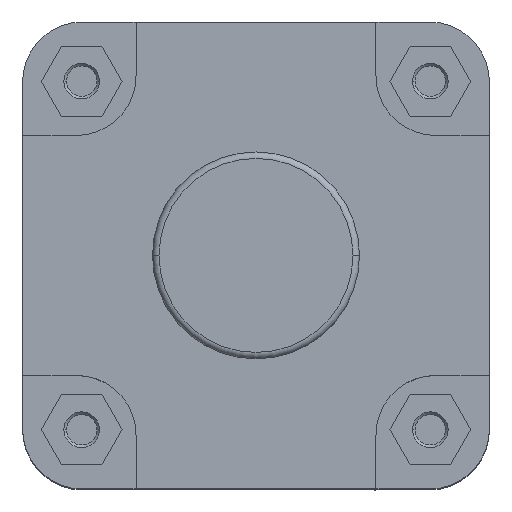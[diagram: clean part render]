
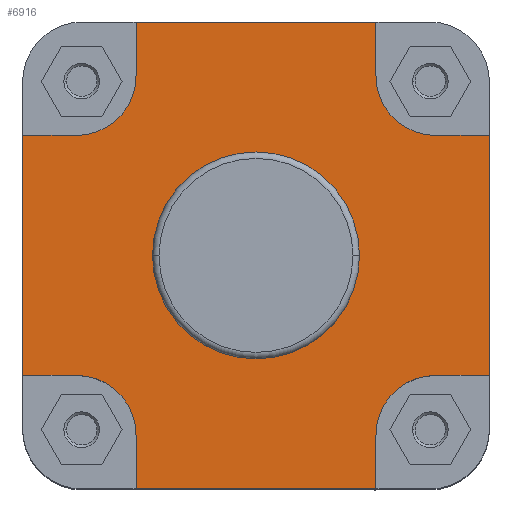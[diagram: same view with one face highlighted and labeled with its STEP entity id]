
A CAD part, top view. The second image highlights one B-rep face of the part: STEP entity #6916.
In plain terms, the highlighted planar face has unit normal (0, 0, 1).
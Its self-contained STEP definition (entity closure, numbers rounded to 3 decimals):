
#61 = ORIENTED_EDGE ( 'NONE', *, *, #5281, .F. ) ;
#62 = ORIENTED_EDGE ( 'NONE', *, *, #5280, .F. ) ;
#63 = ORIENTED_EDGE ( 'NONE', *, *, #5279, .F. ) ;
#64 = ORIENTED_EDGE ( 'NONE', *, *, #5278, .F. ) ;
#65 = ORIENTED_EDGE ( 'NONE', *, *, #5277, .F. ) ;
#66 = ORIENTED_EDGE ( 'NONE', *, *, #5276, .F. ) ;
#67 = ORIENTED_EDGE ( 'NONE', *, *, #5275, .F. ) ;
#68 = ORIENTED_EDGE ( 'NONE', *, *, #5274, .F. ) ;
#69 = ORIENTED_EDGE ( 'NONE', *, *, #5273, .F. ) ;
#70 = ORIENTED_EDGE ( 'NONE', *, *, #5272, .F. ) ;
#71 = ORIENTED_EDGE ( 'NONE', *, *, #5271, .F. ) ;
#72 = ORIENTED_EDGE ( 'NONE', *, *, #5270, .T. ) ;
#73 = ORIENTED_EDGE ( 'NONE', *, *, #5266, .F. ) ;
#74 = ORIENTED_EDGE ( 'NONE', *, *, #5269, .F. ) ;
#75 = ORIENTED_EDGE ( 'NONE', *, *, #5265, .F. ) ;
#76 = ORIENTED_EDGE ( 'NONE', *, *, #5268, .T. ) ;
#77 = ORIENTED_EDGE ( 'NONE', *, *, #5267, .F. ) ;
#78 = ORIENTED_EDGE ( 'NONE', *, *, #5342, .F. ) ;
#964 = LINE ( 'NONE', #2657, #965 ) ;
#965 = VECTOR ( 'NONE', #2658, 1000. ) ;
#967 = LINE ( 'NONE', #2668, #972 ) ;
#968 = LINE ( 'NONE', #2651, #970 ) ;
#970 = VECTOR ( 'NONE', #2660, 1000. ) ;
#971 = VECTOR ( 'NONE', #2664, 1000. ) ;
#972 = VECTOR ( 'NONE', #2669, 1000. ) ;
#973 = LINE ( 'NONE', #2659, #971 ) ;
#974 = CIRCLE ( 'NONE', #5582, 39.9 ) ;
#975 = LINE ( 'NONE', #2676, #976 ) ;
#976 = VECTOR ( 'NONE', #2677, 1000. ) ;
#977 = CIRCLE ( 'NONE', #5581, 23. ) ;
#978 = LINE ( 'NONE', #2671, #979 ) ;
#979 = VECTOR ( 'NONE', #2672, 1000. ) ;
#981 = LINE ( 'NONE', #2670, #983 ) ;
#982 = CIRCLE ( 'NONE', #5583, 23. ) ;
#983 = VECTOR ( 'NONE', #2678, 1000. ) ;
#984 = VECTOR ( 'NONE', #2686, 1000. ) ;
#985 = LINE ( 'NONE', #2680, #986 ) ;
#986 = VECTOR ( 'NONE', #2681, 1000. ) ;
#987 = LINE ( 'NONE', #2685, #990 ) ;
#988 = LINE ( 'NONE', #2679, #984 ) ;
#989 = CIRCLE ( 'NONE', #5585, 23. ) ;
#990 = VECTOR ( 'NONE', #2687, 1000. ) ;
#991 = VECTOR ( 'NONE', #2696, 1000. ) ;
#992 = LINE ( 'NONE', #2689, #993 ) ;
#993 = VECTOR ( 'NONE', #2690, 1000. ) ;
#996 = LINE ( 'NONE', #2688, #991 ) ;
#997 = CIRCLE ( 'NONE', #5586, 23. ) ;
#1108 = CIRCLE ( 'NONE', #5597, 39.9 ) ;
#1296 = VERTEX_POINT ( 'NONE', #1636 ) ;
#1297 = VERTEX_POINT ( 'NONE', #1637 ) ;
#1298 = VERTEX_POINT ( 'NONE', #1638 ) ;
#1299 = VERTEX_POINT ( 'NONE', #1639 ) ;
#1300 = VERTEX_POINT ( 'NONE', #1640 ) ;
#1301 = VERTEX_POINT ( 'NONE', #1641 ) ;
#1302 = VERTEX_POINT ( 'NONE', #1642 ) ;
#1303 = VERTEX_POINT ( 'NONE', #1643 ) ;
#1304 = VERTEX_POINT ( 'NONE', #1644 ) ;
#1305 = VERTEX_POINT ( 'NONE', #1645 ) ;
#1306 = VERTEX_POINT ( 'NONE', #1646 ) ;
#1307 = VERTEX_POINT ( 'NONE', #1647 ) ;
#1308 = VERTEX_POINT ( 'NONE', #1648 ) ;
#1309 = VERTEX_POINT ( 'NONE', #1649 ) ;
#1310 = VERTEX_POINT ( 'NONE', #1650 ) ;
#1311 = VERTEX_POINT ( 'NONE', #1651 ) ;
#1521 = VERTEX_POINT ( 'NONE', #1861 ) ;
#1527 = VERTEX_POINT ( 'NONE', #1867 ) ;
#1636 = CARTESIAN_POINT ( 'NONE',  ( -90., 46.25, -10. ) ) ;
#1637 = CARTESIAN_POINT ( 'NONE',  ( -90., -46.25, -10. ) ) ;
#1638 = CARTESIAN_POINT ( 'NONE',  ( -69.25, -46.25, -10. ) ) ;
#1639 = CARTESIAN_POINT ( 'NONE',  ( -46.25, -69.25, -10. ) ) ;
#1640 = CARTESIAN_POINT ( 'NONE',  ( -46.25, -90., -10. ) ) ;
#1641 = CARTESIAN_POINT ( 'NONE',  ( 46.25, -90., -10. ) ) ;
#1642 = CARTESIAN_POINT ( 'NONE',  ( 46.25, -69.25, -10. ) ) ;
#1643 = CARTESIAN_POINT ( 'NONE',  ( 69.25, -46.25, -10. ) ) ;
#1644 = CARTESIAN_POINT ( 'NONE',  ( 90., -46.25, -10. ) ) ;
#1645 = CARTESIAN_POINT ( 'NONE',  ( 90., 46.25, -10. ) ) ;
#1646 = CARTESIAN_POINT ( 'NONE',  ( 69.25, 46.25, -10. ) ) ;
#1647 = CARTESIAN_POINT ( 'NONE',  ( 46.25, 69.25, -10. ) ) ;
#1648 = CARTESIAN_POINT ( 'NONE',  ( 46.25, 90., -10. ) ) ;
#1649 = CARTESIAN_POINT ( 'NONE',  ( -46.25, 90., -10. ) ) ;
#1650 = CARTESIAN_POINT ( 'NONE',  ( -46.25, 69.25, -10. ) ) ;
#1651 = CARTESIAN_POINT ( 'NONE',  ( -69.25, 46.25, -10. ) ) ;
#1861 = CARTESIAN_POINT ( 'NONE',  ( -39.9, 0., -10. ) ) ;
#1867 = CARTESIAN_POINT ( 'NONE',  ( 39.9, 0., -10. ) ) ;
#2651 = CARTESIAN_POINT ( 'NONE',  ( -46.25, -69.25, -10. ) ) ;
#2657 = CARTESIAN_POINT ( 'NONE',  ( -90., -46.25, -10. ) ) ;
#2658 = DIRECTION ( 'NONE',  ( -1., 0., 0. ) ) ;
#2659 = CARTESIAN_POINT ( 'NONE',  ( -90., -198.141, -10. ) ) ;
#2660 = DIRECTION ( 'NONE',  ( 0., 1., 0. ) ) ;
#2661 = CARTESIAN_POINT ( 'NONE',  ( 0., 0., -10. ) ) ;
#2662 = DIRECTION ( 'NONE',  ( 0., 0., 1. ) ) ;
#2663 = DIRECTION ( 'NONE',  ( 1., 0., 0. ) ) ;
#2664 = DIRECTION ( 'NONE',  ( 0., -1., 0. ) ) ;
#2665 = CARTESIAN_POINT ( 'NONE',  ( -69.25, -69.25, -10. ) ) ;
#2666 = DIRECTION ( 'NONE',  ( 0., 0., 1. ) ) ;
#2667 = DIRECTION ( 'NONE',  ( -1., 0., 0. ) ) ;
#2668 = CARTESIAN_POINT ( 'NONE',  ( 0., -90., -10. ) ) ;
#2669 = DIRECTION ( 'NONE',  ( 1., 0., 0. ) ) ;
#2670 = CARTESIAN_POINT ( 'NONE',  ( 90., -198.141, -10. ) ) ;
#2671 = CARTESIAN_POINT ( 'NONE',  ( 46.25, -90., -10. ) ) ;
#2672 = DIRECTION ( 'NONE',  ( 0., -1., 0. ) ) ;
#2673 = CARTESIAN_POINT ( 'NONE',  ( 69.25, -69.25, -10. ) ) ;
#2674 = DIRECTION ( 'NONE',  ( 0., 0., 1. ) ) ;
#2675 = DIRECTION ( 'NONE',  ( -1., 0., 0. ) ) ;
#2676 = CARTESIAN_POINT ( 'NONE',  ( 69.25, -46.25, -10. ) ) ;
#2677 = DIRECTION ( 'NONE',  ( -1., 0., 0. ) ) ;
#2678 = DIRECTION ( 'NONE',  ( 0., -1., 0. ) ) ;
#2679 = CARTESIAN_POINT ( 'NONE',  ( 46.25, 69.25, -10. ) ) ;
#2680 = CARTESIAN_POINT ( 'NONE',  ( 90., 46.25, -10. ) ) ;
#2681 = DIRECTION ( 'NONE',  ( 1., 0., 0. ) ) ;
#2682 = CARTESIAN_POINT ( 'NONE',  ( 69.25, 69.25, -10. ) ) ;
#2683 = DIRECTION ( 'NONE',  ( 0., 0., 1. ) ) ;
#2684 = DIRECTION ( 'NONE',  ( -1., 0., 0. ) ) ;
#2685 = CARTESIAN_POINT ( 'NONE',  ( 0., 90., -10. ) ) ;
#2686 = DIRECTION ( 'NONE',  ( 0., -1., 0. ) ) ;
#2687 = DIRECTION ( 'NONE',  ( 1., 0., 0. ) ) ;
#2688 = CARTESIAN_POINT ( 'NONE',  ( -69.25, 46.25, -10. ) ) ;
#2689 = CARTESIAN_POINT ( 'NONE',  ( -46.25, 90., -10. ) ) ;
#2690 = DIRECTION ( 'NONE',  ( 0., 1., 0. ) ) ;
#2691 = CARTESIAN_POINT ( 'NONE',  ( -69.25, 69.25, -10. ) ) ;
#2692 = DIRECTION ( 'NONE',  ( 0., 0., 1. ) ) ;
#2693 = DIRECTION ( 'NONE',  ( -1., 0., 0. ) ) ;
#2696 = DIRECTION ( 'NONE',  ( 1., 0., 0. ) ) ;
#2825 = CARTESIAN_POINT ( 'NONE',  ( 0., 0., -10. ) ) ;
#2830 = DIRECTION ( 'NONE',  ( 0., 0., 1. ) ) ;
#2831 = DIRECTION ( 'NONE',  ( 1., 0., 0. ) ) ;
#3360 = CARTESIAN_POINT ( 'NONE',  ( 0., 39.9, -10. ) ) ;
#3372 = PLANE ( 'NONE',  #5738 ) ;
#3373 = DIRECTION ( 'NONE',  ( 0., 0., -1. ) ) ;
#3374 = DIRECTION ( 'NONE',  ( -1., 0., 0. ) ) ;
#3998 = FACE_OUTER_BOUND ( 'NONE', #6653, .T. ) ;
#4003 = FACE_BOUND ( 'NONE', #6760, .T. ) ;
#5265 = EDGE_CURVE ( 'NONE', #1298, #1297, #964, .T. ) ;
#5266 = EDGE_CURVE ( 'NONE', #1300, #1299, #968, .T. ) ;
#5267 = EDGE_CURVE ( 'NONE', #1521, #1527, #974, .T. ) ;
#5268 = EDGE_CURVE ( 'NONE', #1296, #1297, #973, .T. ) ;
#5269 = EDGE_CURVE ( 'NONE', #1299, #1298, #977, .T. ) ;
#5270 = EDGE_CURVE ( 'NONE', #1300, #1301, #967, .T. ) ;
#5271 = EDGE_CURVE ( 'NONE', #1302, #1301, #978, .T. ) ;
#5272 = EDGE_CURVE ( 'NONE', #1303, #1302, #982, .T. ) ;
#5273 = EDGE_CURVE ( 'NONE', #1304, #1303, #975, .T. ) ;
#5274 = EDGE_CURVE ( 'NONE', #1305, #1304, #981, .T. ) ;
#5275 = EDGE_CURVE ( 'NONE', #1306, #1305, #985, .T. ) ;
#5276 = EDGE_CURVE ( 'NONE', #1307, #1306, #989, .T. ) ;
#5277 = EDGE_CURVE ( 'NONE', #1308, #1307, #988, .T. ) ;
#5278 = EDGE_CURVE ( 'NONE', #1309, #1308, #987, .T. ) ;
#5279 = EDGE_CURVE ( 'NONE', #1310, #1309, #992, .T. ) ;
#5280 = EDGE_CURVE ( 'NONE', #1311, #1310, #997, .T. ) ;
#5281 = EDGE_CURVE ( 'NONE', #1296, #1311, #996, .T. ) ;
#5342 = EDGE_CURVE ( 'NONE', #1527, #1521, #1108, .T. ) ;
#5581 = AXIS2_PLACEMENT_3D ( 'NONE', #2665, #2666, #2667 ) ;
#5582 = AXIS2_PLACEMENT_3D ( 'NONE', #2661, #2662, #2663 ) ;
#5583 = AXIS2_PLACEMENT_3D ( 'NONE', #2673, #2674, #2675 ) ;
#5585 = AXIS2_PLACEMENT_3D ( 'NONE', #2682, #2683, #2684 ) ;
#5586 = AXIS2_PLACEMENT_3D ( 'NONE', #2691, #2692, #2693 ) ;
#5597 = AXIS2_PLACEMENT_3D ( 'NONE', #2825, #2830, #2831 ) ;
#5738 = AXIS2_PLACEMENT_3D ( 'NONE', #3360, #3373, #3374 ) ;
#6653 = EDGE_LOOP ( 'NONE', ( #76, #75, #74, #73, #72, #71, #70, #69, #68, #67, #66, #65, #64, #63, #62, #61 ) ) ;
#6760 = EDGE_LOOP ( 'NONE', ( #78, #77 ) ) ;
#6916 = ADVANCED_FACE ( 'NONE', ( #4003, #3998 ), #3372, .F. ) ;
